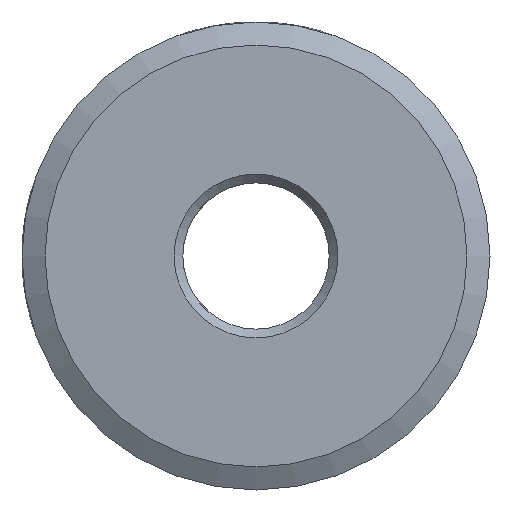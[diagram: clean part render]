
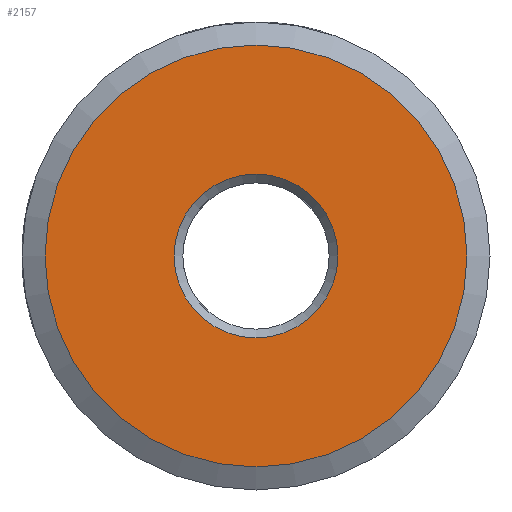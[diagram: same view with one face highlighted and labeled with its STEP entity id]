
A CAD part, left-side view. The second image highlights one B-rep face of the part: STEP entity #2157.
In plain terms, the highlighted planar face has unit normal (-1, 0, 0).
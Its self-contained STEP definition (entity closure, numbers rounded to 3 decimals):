
#131=FACE_BOUND('',#572,.T.);
#445=FACE_OUTER_BOUND('',#571,.T.);
#571=EDGE_LOOP('',(#1775));
#572=EDGE_LOOP('',(#1776,#1777));
#824=CIRCLE('',#2471,7.213);
#825=CIRCLE('',#2473,2.8);
#826=CIRCLE('',#2474,2.8);
#1047=VERTEX_POINT('',#5186);
#1048=VERTEX_POINT('',#5190);
#1049=VERTEX_POINT('',#5191);
#1334=EDGE_CURVE('',#1047,#1047,#824,.T.);
#1335=EDGE_CURVE('',#1048,#1049,#825,.F.);
#1336=EDGE_CURVE('',#1049,#1048,#826,.F.);
#1775=ORIENTED_EDGE('',*,*,#1334,.T.);
#1776=ORIENTED_EDGE('',*,*,#1335,.T.);
#1777=ORIENTED_EDGE('',*,*,#1336,.T.);
#2082=PLANE('',#2472);
#2157=ADVANCED_FACE('',(#445,#131),#2082,.T.);
#2471=AXIS2_PLACEMENT_3D('',#5188,#3094,#3095);
#2472=AXIS2_PLACEMENT_3D('',#5189,#3096,#3097);
#2473=AXIS2_PLACEMENT_3D('',#5192,#3098,#3099);
#2474=AXIS2_PLACEMENT_3D('',#5193,#3100,#3101);
#3094=DIRECTION('center_axis',(-1.,0.,0.));
#3095=DIRECTION('ref_axis',(0.,0.,1.));
#3096=DIRECTION('center_axis',(-1.,0.,0.));
#3097=DIRECTION('ref_axis',(0.,0.,1.));
#3098=DIRECTION('center_axis',(-1.,0.,0.));
#3099=DIRECTION('ref_axis',(0.,0.,1.));
#3100=DIRECTION('center_axis',(-1.,0.,0.));
#3101=DIRECTION('ref_axis',(0.,0.,1.));
#5186=CARTESIAN_POINT('',(0.,0.,7.213));
#5188=CARTESIAN_POINT('Origin',(0.,0.,0.));
#5189=CARTESIAN_POINT('Origin',(0.,0.,0.));
#5190=CARTESIAN_POINT('',(0.,0.,2.8));
#5191=CARTESIAN_POINT('',(0.,0.,-2.8));
#5192=CARTESIAN_POINT('Origin',(0.,0.,0.));
#5193=CARTESIAN_POINT('Origin',(0.,0.,0.));
